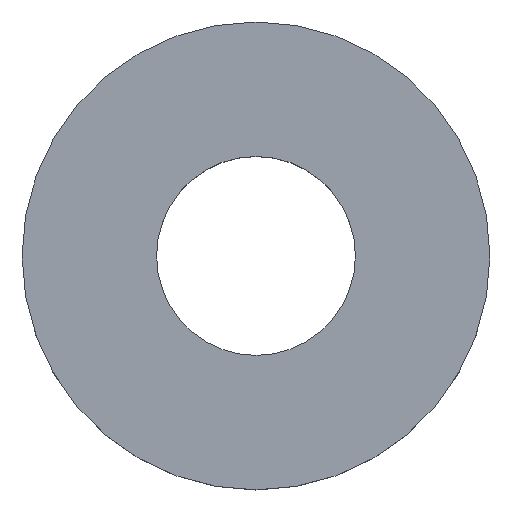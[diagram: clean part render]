
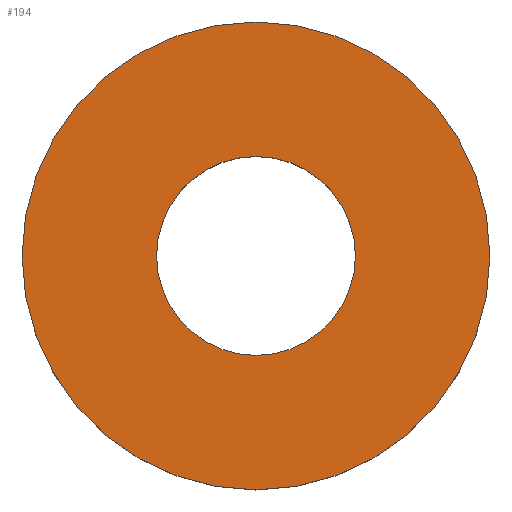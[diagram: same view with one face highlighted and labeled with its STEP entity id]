
A CAD part, top view. The second image highlights one B-rep face of the part: STEP entity #194.
In plain terms, the highlighted planar face has unit normal (0, 0, 1).
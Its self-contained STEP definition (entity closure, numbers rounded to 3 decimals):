
#3 = AXIS2_PLACEMENT_3D ( 'NONE', #20, #33, #19 ) ;
#7 = FACE_BOUND ( 'NONE', #187, .T. ) ;
#9 = DIRECTION ( 'NONE',  ( 1., 0., 0. ) ) ;
#10 = CARTESIAN_POINT ( 'NONE',  ( 20., 0., 6. ) ) ;
#16 = CIRCLE ( 'NONE', #76, 20. ) ;
#19 = DIRECTION ( 'NONE',  ( 1., 0., 0. ) ) ;
#20 = CARTESIAN_POINT ( 'NONE',  ( 0., 0., 6. ) ) ;
#27 = CARTESIAN_POINT ( 'NONE',  ( -8.5, 0., 6. ) ) ;
#33 = DIRECTION ( 'NONE',  ( 0., 0., 1. ) ) ;
#35 = FACE_OUTER_BOUND ( 'NONE', #145, .T. ) ;
#37 = VERTEX_POINT ( 'NONE', #27 ) ;
#40 = EDGE_CURVE ( 'NONE', #205, #55, #98, .T. ) ;
#42 = ORIENTED_EDGE ( 'NONE', *, *, #199, .T. ) ;
#43 = CARTESIAN_POINT ( 'NONE',  ( 0., 0., 6. ) ) ;
#55 = VERTEX_POINT ( 'NONE', #165 ) ;
#56 = ORIENTED_EDGE ( 'NONE', *, *, #163, .F. ) ;
#57 = DIRECTION ( 'NONE',  ( 0., 0., 1. ) ) ;
#62 = AXIS2_PLACEMENT_3D ( 'NONE', #75, #107, #109 ) ;
#65 = CARTESIAN_POINT ( 'NONE',  ( 8.5, 0., 6. ) ) ;
#70 = DIRECTION ( 'NONE',  ( 0., 0., 1. ) ) ;
#75 = CARTESIAN_POINT ( 'NONE',  ( 0., 0., 6. ) ) ;
#76 = AXIS2_PLACEMENT_3D ( 'NONE', #124, #57, #157 ) ;
#80 = ORIENTED_EDGE ( 'NONE', *, *, #40, .T. ) ;
#98 = CIRCLE ( 'NONE', #3, 20. ) ;
#107 = DIRECTION ( 'NONE',  ( 0., 0., 1. ) ) ;
#109 = DIRECTION ( 'NONE',  ( 1., 0., 0. ) ) ;
#116 = AXIS2_PLACEMENT_3D ( 'NONE', #207, #70, #9 ) ;
#118 = ORIENTED_EDGE ( 'NONE', *, *, #214, .F. ) ;
#120 = DIRECTION ( 'NONE',  ( 0., 0., 1. ) ) ;
#124 = CARTESIAN_POINT ( 'NONE',  ( 0., 0., 6. ) ) ;
#132 = AXIS2_PLACEMENT_3D ( 'NONE', #43, #120, #176 ) ;
#133 = VERTEX_POINT ( 'NONE', #65 ) ;
#141 = CIRCLE ( 'NONE', #62, 8.5 ) ;
#144 = PLANE ( 'NONE',  #116 ) ;
#145 = EDGE_LOOP ( 'NONE', ( #42, #80 ) ) ;
#157 = DIRECTION ( 'NONE',  ( 1., 0., 0. ) ) ;
#163 = EDGE_CURVE ( 'NONE', #133, #37, #206, .T. ) ;
#165 = CARTESIAN_POINT ( 'NONE',  ( -20., 0., 6. ) ) ;
#176 = DIRECTION ( 'NONE',  ( 1., 0., 0. ) ) ;
#187 = EDGE_LOOP ( 'NONE', ( #118, #56 ) ) ;
#194 = ADVANCED_FACE ( 'NONE', ( #35, #7 ), #144, .T. ) ;
#199 = EDGE_CURVE ( 'NONE', #55, #205, #16, .T. ) ;
#205 = VERTEX_POINT ( 'NONE', #10 ) ;
#206 = CIRCLE ( 'NONE', #132, 8.5 ) ;
#207 = CARTESIAN_POINT ( 'NONE',  ( 0., 0., 6. ) ) ;
#214 = EDGE_CURVE ( 'NONE', #37, #133, #141, .T. ) ;
